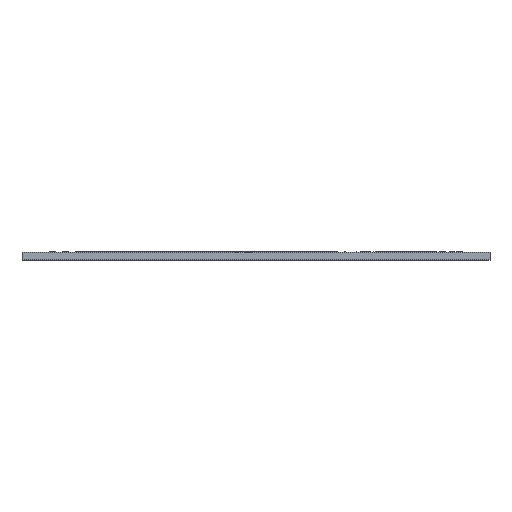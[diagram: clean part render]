
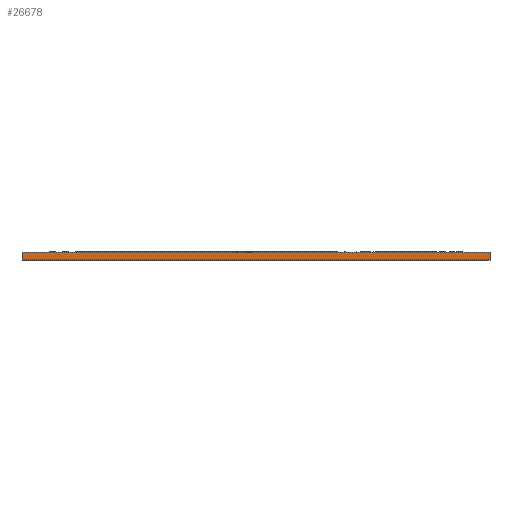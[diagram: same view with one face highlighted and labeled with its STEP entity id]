
A CAD part, left-side view. The second image highlights one B-rep face of the part: STEP entity #26678.
In plain terms, the highlighted planar face has unit normal (-1, 0, 0).
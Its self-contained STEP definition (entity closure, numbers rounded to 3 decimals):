
#23633 = VERTEX_POINT('',#23634);
#23634 = CARTESIAN_POINT('',(144.,-50.,0.));
#23640 = EDGE_CURVE('',#23641,#23633,#23643,.T.);
#23641 = VERTEX_POINT('',#23642);
#23642 = CARTESIAN_POINT('',(144.,-144.,0.));
#23643 = LINE('',#23644,#23645);
#23644 = CARTESIAN_POINT('',(144.,-144.,0.));
#23645 = VECTOR('',#23646,1.);
#23646 = DIRECTION('',(0.,1.,0.));
#25142 = VERTEX_POINT('',#25143);
#25143 = CARTESIAN_POINT('',(144.,-50.,1.51));
#25149 = EDGE_CURVE('',#25150,#25142,#25152,.T.);
#25150 = VERTEX_POINT('',#25151);
#25151 = CARTESIAN_POINT('',(144.,-144.,1.51));
#25152 = LINE('',#25153,#25154);
#25153 = CARTESIAN_POINT('',(144.,-144.,1.51));
#25154 = VECTOR('',#25155,1.);
#25155 = DIRECTION('',(0.,1.,0.));
#26648 = EDGE_CURVE('',#23633,#25142,#26649,.T.);
#26649 = LINE('',#26650,#26651);
#26650 = CARTESIAN_POINT('',(144.,-50.,0.));
#26651 = VECTOR('',#26652,1.);
#26652 = DIRECTION('',(0.,0.,1.));
#26678 = ADVANCED_FACE('',(#26679),#26690,.T.);
#26679 = FACE_BOUND('',#26680,.T.);
#26680 = EDGE_LOOP('',(#26681,#26687,#26688,#26689));
#26681 = ORIENTED_EDGE('',*,*,#26682,.T.);
#26682 = EDGE_CURVE('',#23641,#25150,#26683,.T.);
#26683 = LINE('',#26684,#26685);
#26684 = CARTESIAN_POINT('',(144.,-144.,0.));
#26685 = VECTOR('',#26686,1.);
#26686 = DIRECTION('',(0.,0.,1.));
#26687 = ORIENTED_EDGE('',*,*,#25149,.T.);
#26688 = ORIENTED_EDGE('',*,*,#26648,.F.);
#26689 = ORIENTED_EDGE('',*,*,#23640,.F.);
#26690 = PLANE('',#26691);
#26691 = AXIS2_PLACEMENT_3D('',#26692,#26693,#26694);
#26692 = CARTESIAN_POINT('',(144.,-144.,0.));
#26693 = DIRECTION('',(-1.,0.,0.));
#26694 = DIRECTION('',(0.,1.,0.));
